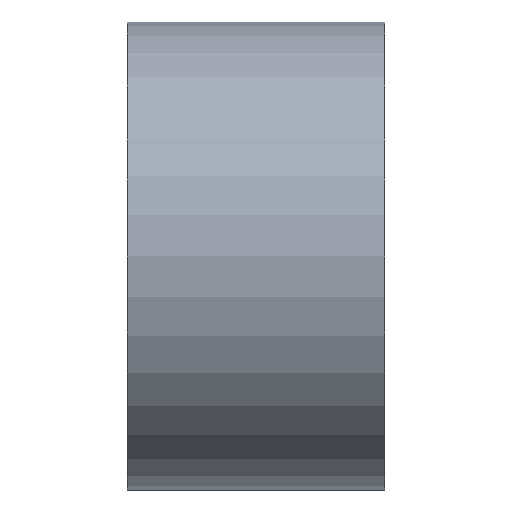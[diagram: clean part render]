
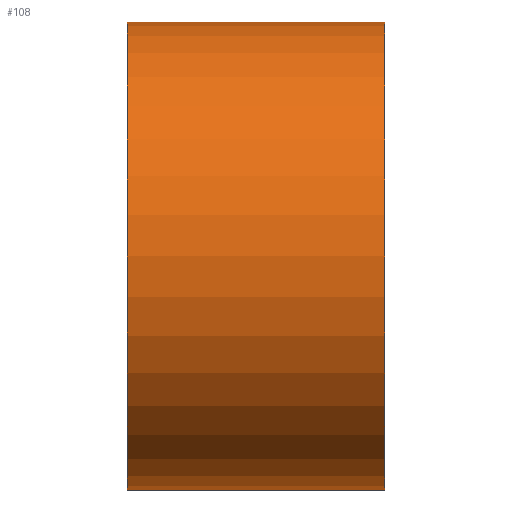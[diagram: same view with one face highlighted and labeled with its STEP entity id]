
A CAD part, front view. The second image highlights one B-rep face of the part: STEP entity #108.
In plain terms, the highlighted cylindrical face has radius 20 mm (diameter 40 mm), a partial arc.
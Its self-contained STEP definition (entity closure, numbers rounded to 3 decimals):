
#8 = CYLINDRICAL_SURFACE ( 'NONE', #198, 20. ) ;
#14 = LINE ( 'NONE', #109, #280 ) ;
#21 = VERTEX_POINT ( 'NONE', #85 ) ;
#24 = ORIENTED_EDGE ( 'NONE', *, *, #227, .F. ) ;
#33 = AXIS2_PLACEMENT_3D ( 'NONE', #283, #51, #261 ) ;
#34 = CARTESIAN_POINT ( 'NONE',  ( 0., 0., 0. ) ) ;
#35 = DIRECTION ( 'NONE',  ( 0., 0., 1. ) ) ;
#46 = CIRCLE ( 'NONE', #115, 20. ) ;
#47 = VERTEX_POINT ( 'NONE', #266 ) ;
#50 = EDGE_LOOP ( 'NONE', ( #24, #56, #205, #318 ) ) ;
#51 = DIRECTION ( 'NONE',  ( 1., 0., 0. ) ) ;
#55 = EDGE_CURVE ( 'NONE', #293, #156, #46, .T. ) ;
#56 = ORIENTED_EDGE ( 'NONE', *, *, #325, .F. ) ;
#85 = CARTESIAN_POINT ( 'NONE',  ( 22., 0., -20. ) ) ;
#91 = LINE ( 'NONE', #92, #95 ) ;
#92 = CARTESIAN_POINT ( 'NONE',  ( 22., 0., -20. ) ) ;
#95 = VECTOR ( 'NONE', #116, 1000. ) ;
#103 = CARTESIAN_POINT ( 'NONE',  ( 22., 0., 0. ) ) ;
#108 = ADVANCED_FACE ( 'NONE', ( #129 ), #8, .T. ) ;
#109 = CARTESIAN_POINT ( 'NONE',  ( 22., 0., 20. ) ) ;
#115 = AXIS2_PLACEMENT_3D ( 'NONE', #34, #158, #133 ) ;
#116 = DIRECTION ( 'NONE',  ( -1., 0., 0. ) ) ;
#129 = FACE_OUTER_BOUND ( 'NONE', #50, .T. ) ;
#133 = DIRECTION ( 'NONE',  ( 0., 0., -1. ) ) ;
#134 = CARTESIAN_POINT ( 'NONE',  ( 0., 0., -20. ) ) ;
#138 = CIRCLE ( 'NONE', #33, 20. ) ;
#141 = DIRECTION ( 'NONE',  ( -1., 0., 0. ) ) ;
#156 = VERTEX_POINT ( 'NONE', #134 ) ;
#158 = DIRECTION ( 'NONE',  ( 1., 0., 0. ) ) ;
#198 = AXIS2_PLACEMENT_3D ( 'NONE', #103, #141, #35 ) ;
#205 = ORIENTED_EDGE ( 'NONE', *, *, #255, .T. ) ;
#227 = EDGE_CURVE ( 'NONE', #21, #156, #91, .T. ) ;
#250 = DIRECTION ( 'NONE',  ( -1., 0., 0. ) ) ;
#255 = EDGE_CURVE ( 'NONE', #47, #293, #14, .T. ) ;
#261 = DIRECTION ( 'NONE',  ( 0., 0., -1. ) ) ;
#266 = CARTESIAN_POINT ( 'NONE',  ( 22., 0., 20. ) ) ;
#271 = CARTESIAN_POINT ( 'NONE',  ( 0., 0., 20. ) ) ;
#280 = VECTOR ( 'NONE', #250, 1000. ) ;
#283 = CARTESIAN_POINT ( 'NONE',  ( 22., 0., 0. ) ) ;
#293 = VERTEX_POINT ( 'NONE', #271 ) ;
#318 = ORIENTED_EDGE ( 'NONE', *, *, #55, .T. ) ;
#325 = EDGE_CURVE ( 'NONE', #47, #21, #138, .T. ) ;
